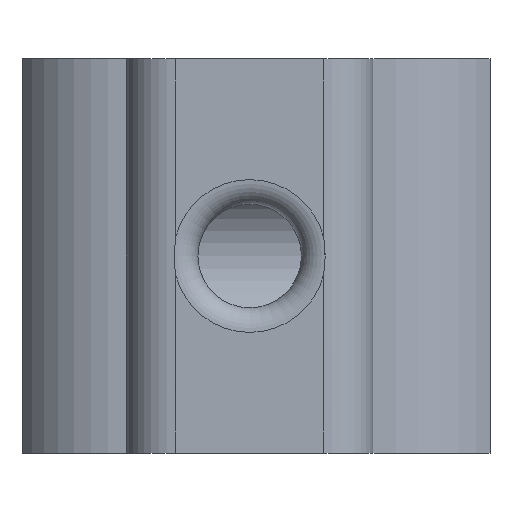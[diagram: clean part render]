
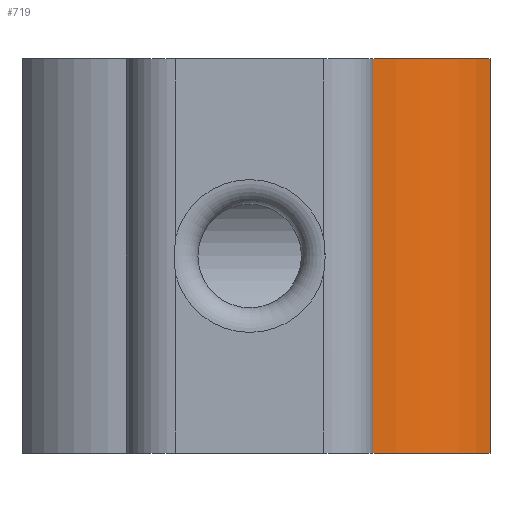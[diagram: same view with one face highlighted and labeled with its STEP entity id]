
A CAD part, front view. The second image highlights one B-rep face of the part: STEP entity #719.
In plain terms, the highlighted cylindrical face has radius 5.412 mm (diameter 10.823 mm), a partial arc.
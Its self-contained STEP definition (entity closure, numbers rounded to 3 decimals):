
#24=CYLINDRICAL_SURFACE('',#802,5.412);
#48=CIRCLE('',#772,5.412);
#51=CIRCLE('',#777,5.412);
#91=FACE_OUTER_BOUND('',#129,.T.);
#129=EDGE_LOOP('',(#623,#624,#625,#626));
#190=LINE('',#1171,#264);
#211=LINE('',#1226,#285);
#264=VECTOR('',#930,10.);
#285=VECTOR('',#993,10.);
#329=VERTEX_POINT('',#1133);
#330=VERTEX_POINT('',#1135);
#333=VERTEX_POINT('',#1145);
#334=VERTEX_POINT('',#1147);
#409=EDGE_CURVE('',#329,#330,#48,.T.);
#415=EDGE_CURVE('',#333,#334,#51,.T.);
#427=EDGE_CURVE('',#330,#333,#190,.T.);
#456=EDGE_CURVE('',#329,#334,#211,.T.);
#623=ORIENTED_EDGE('',*,*,#409,.F.);
#624=ORIENTED_EDGE('',*,*,#456,.T.);
#625=ORIENTED_EDGE('',*,*,#415,.F.);
#626=ORIENTED_EDGE('',*,*,#427,.F.);
#719=ADVANCED_FACE('',(#91),#24,.T.);
#772=AXIS2_PLACEMENT_3D('',#1136,#899,#900);
#777=AXIS2_PLACEMENT_3D('',#1148,#912,#913);
#802=AXIS2_PLACEMENT_3D('',#1225,#991,#992);
#899=DIRECTION('center_axis',(0.,0.,-1.));
#900=DIRECTION('ref_axis',(0.034,0.999,0.));
#912=DIRECTION('center_axis',(0.,0.,1.));
#913=DIRECTION('ref_axis',(0.034,0.999,0.));
#930=DIRECTION('',(0.,0.,1.));
#991=DIRECTION('center_axis',(0.,0.,1.));
#992=DIRECTION('ref_axis',(0.034,0.999,0.));
#993=DIRECTION('',(0.,0.,1.));
#1133=CARTESIAN_POINT('',(9.5,4.,0.));
#1135=CARTESIAN_POINT('',(4.75,1.5,0.));
#1136=CARTESIAN_POINT('Origin',(4.936,6.909,0.));
#1145=CARTESIAN_POINT('',(4.75,1.5,16.));
#1147=CARTESIAN_POINT('',(9.5,4.,16.));
#1148=CARTESIAN_POINT('Origin',(4.936,6.909,16.));
#1171=CARTESIAN_POINT('',(4.75,1.5,0.));
#1225=CARTESIAN_POINT('Origin',(4.936,6.909,0.));
#1226=CARTESIAN_POINT('',(9.5,4.,0.));
